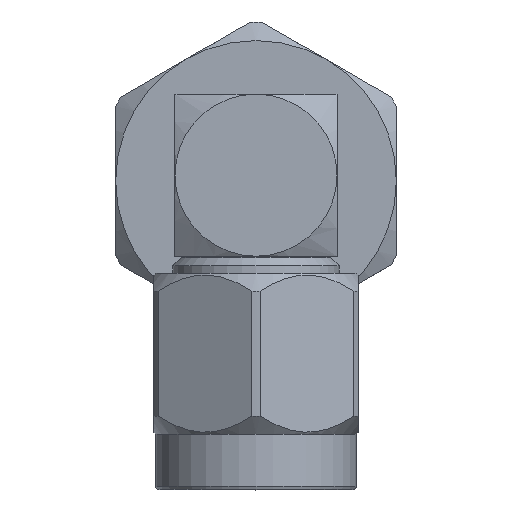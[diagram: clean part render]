
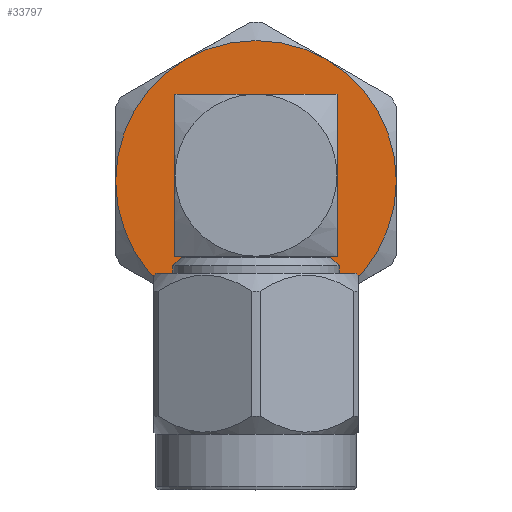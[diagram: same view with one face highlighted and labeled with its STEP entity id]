
A CAD part, top view. The second image highlights one B-rep face of the part: STEP entity #33797.
In plain terms, the highlighted face is planar.
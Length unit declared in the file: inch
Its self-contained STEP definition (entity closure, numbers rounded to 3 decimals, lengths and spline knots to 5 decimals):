
#1092 = ORIENTED_EDGE ( 'NONE', *, *, #31930, .T. ) ;
#1580 = CARTESIAN_POINT ( 'NONE',  ( -0.10827, -0.18753, -0.08661 ) ) ;
#1720 = CIRCLE ( 'NONE', #60588, 0.21654 ) ;
#1976 = VERTEX_POINT ( 'NONE', #50188 ) ;
#2535 = ORIENTED_EDGE ( 'NONE', *, *, #66570, .T. ) ;
#4136 = CIRCLE ( 'NONE', #68777, 0.21654 ) ;
#4720 = ORIENTED_EDGE ( 'NONE', *, *, #40667, .T. ) ;
#6332 = AXIS2_PLACEMENT_3D ( 'NONE', #22275, #16502, #45038 ) ;
#8435 = AXIS2_PLACEMENT_3D ( 'NONE', #38098, #53941, #26495 ) ;
#8987 = EDGE_LOOP ( 'NONE', ( #53166 ) ) ;
#9897 = CARTESIAN_POINT ( 'NONE',  ( 0., 0., -0.08661 ) ) ;
#10155 = CARTESIAN_POINT ( 'NONE',  ( -0.21654, 0., -0.08661 ) ) ;
#11763 = VERTEX_POINT ( 'NONE', #41899 ) ;
#12187 = CARTESIAN_POINT ( 'NONE',  ( 0., 0., -0.08661 ) ) ;
#15407 = EDGE_CURVE ( 'NONE', #32596, #39528, #57898, .T. ) ;
#16502 = DIRECTION ( 'NONE',  ( 0., 0., 1. ) ) ;
#17141 = CARTESIAN_POINT ( 'NONE',  ( 0., 0., -0.08661 ) ) ;
#17980 = ORIENTED_EDGE ( 'NONE', *, *, #52133, .T. ) ;
#19021 = AXIS2_PLACEMENT_3D ( 'NONE', #12187, #44362, #44709 ) ;
#19040 = CARTESIAN_POINT ( 'NONE',  ( 0.06315, 0., -0.08661 ) ) ;
#20387 = DIRECTION ( 'NONE',  ( 0., 0., -1. ) ) ;
#20694 = DIRECTION ( 'NONE',  ( 0., 0., -1. ) ) ;
#21725 = EDGE_LOOP ( 'NONE', ( #17980, #4720, #2535, #40063, #49935, #1092 ) ) ;
#22275 = CARTESIAN_POINT ( 'NONE',  ( 0., 0., -0.08661 ) ) ;
#24058 = CARTESIAN_POINT ( 'NONE',  ( 0., 0., -0.08661 ) ) ;
#26495 = DIRECTION ( 'NONE',  ( 1., 0., 0. ) ) ;
#26858 = FACE_BOUND ( 'NONE', #8987, .T. ) ;
#29287 = AXIS2_PLACEMENT_3D ( 'NONE', #17141, #41701, #63707 ) ;
#30869 = DIRECTION ( 'NONE',  ( -1., 0., 0. ) ) ;
#31930 = EDGE_CURVE ( 'NONE', #1976, #62130, #4136, .T. ) ;
#32596 = VERTEX_POINT ( 'NONE', #1580 ) ;
#33797 = ADVANCED_FACE ( 'NONE', ( #26858, #36998 ), #71276, .F. ) ;
#33952 = CARTESIAN_POINT ( 'NONE',  ( 0.10827, -0.18753, -0.08661 ) ) ;
#36006 = DIRECTION ( 'NONE',  ( -1., 0., 0. ) ) ;
#36573 = CIRCLE ( 'NONE', #45785, 0.21654 ) ;
#36998 = FACE_OUTER_BOUND ( 'NONE', #21725, .T. ) ;
#38098 = CARTESIAN_POINT ( 'NONE',  ( 0., 0., -0.08661 ) ) ;
#39528 = VERTEX_POINT ( 'NONE', #10155 ) ;
#40063 = ORIENTED_EDGE ( 'NONE', *, *, #15407, .T. ) ;
#40080 = VERTEX_POINT ( 'NONE', #19040 ) ;
#40667 = EDGE_CURVE ( 'NONE', #11763, #51327, #43319, .T. ) ;
#41429 = CARTESIAN_POINT ( 'NONE',  ( 0.10827, 0.18753, -0.08661 ) ) ;
#41701 = DIRECTION ( 'NONE',  ( 0., 0., -1. ) ) ;
#41899 = CARTESIAN_POINT ( 'NONE',  ( 0.21654, 0., -0.08661 ) ) ;
#43232 = CIRCLE ( 'NONE', #6332, 0.06315 ) ;
#43319 = CIRCLE ( 'NONE', #19021, 0.21654 ) ;
#44362 = DIRECTION ( 'NONE',  ( 0., 0., -1. ) ) ;
#44709 = DIRECTION ( 'NONE',  ( -1., 0., 0. ) ) ;
#45038 = DIRECTION ( 'NONE',  ( 1., 0., 0. ) ) ;
#45039 = DIRECTION ( 'NONE',  ( 0., 0., -1. ) ) ;
#45785 = AXIS2_PLACEMENT_3D ( 'NONE', #46123, #20387, #36006 ) ;
#46123 = CARTESIAN_POINT ( 'NONE',  ( 0., 0., -0.08661 ) ) ;
#47499 = AXIS2_PLACEMENT_3D ( 'NONE', #68410, #68059, #69749 ) ;
#49935 = ORIENTED_EDGE ( 'NONE', *, *, #54908, .T. ) ;
#50188 = CARTESIAN_POINT ( 'NONE',  ( -0.10827, 0.18753, -0.08661 ) ) ;
#51327 = VERTEX_POINT ( 'NONE', #33952 ) ;
#52133 = EDGE_CURVE ( 'NONE', #62130, #11763, #36573, .T. ) ;
#53166 = ORIENTED_EDGE ( 'NONE', *, *, #69358, .T. ) ;
#53941 = DIRECTION ( 'NONE',  ( 0., 0., 1. ) ) ;
#54908 = EDGE_CURVE ( 'NONE', #39528, #1976, #1720, .T. ) ;
#57898 = CIRCLE ( 'NONE', #47499, 0.21654 ) ;
#60441 = CIRCLE ( 'NONE', #29287, 0.21654 ) ;
#60588 = AXIS2_PLACEMENT_3D ( 'NONE', #9897, #20694, #30869 ) ;
#62130 = VERTEX_POINT ( 'NONE', #41429 ) ;
#62711 = DIRECTION ( 'NONE',  ( -1., 0., 0. ) ) ;
#63707 = DIRECTION ( 'NONE',  ( -1., 0., 0. ) ) ;
#66570 = EDGE_CURVE ( 'NONE', #51327, #32596, #60441, .T. ) ;
#68059 = DIRECTION ( 'NONE',  ( 0., 0., -1. ) ) ;
#68410 = CARTESIAN_POINT ( 'NONE',  ( 0., 0., -0.08661 ) ) ;
#68777 = AXIS2_PLACEMENT_3D ( 'NONE', #24058, #45039, #62711 ) ;
#69358 = EDGE_CURVE ( 'NONE', #40080, #40080, #43232, .T. ) ;
#69749 = DIRECTION ( 'NONE',  ( -1., 0., 0. ) ) ;
#71276 = PLANE ( 'NONE',  #8435 ) ;
